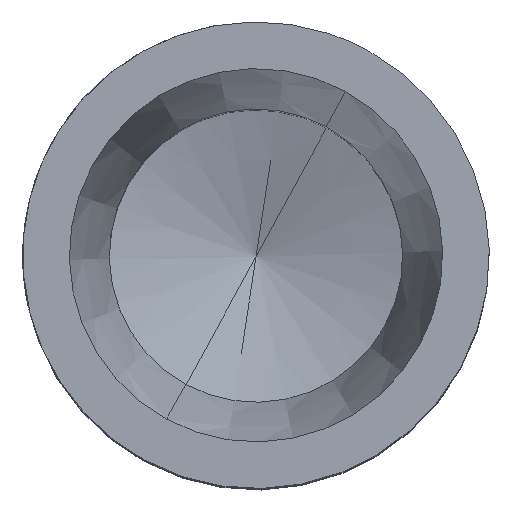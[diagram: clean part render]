
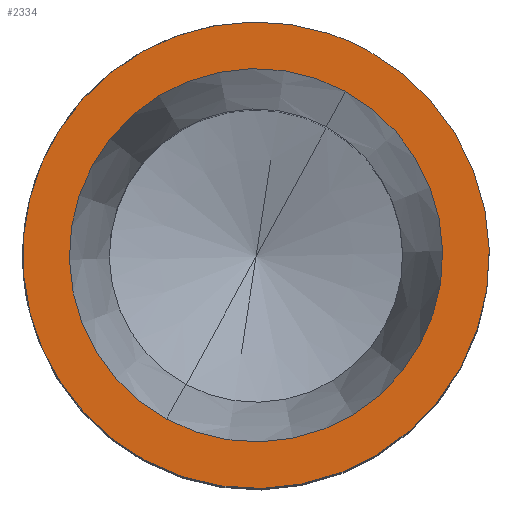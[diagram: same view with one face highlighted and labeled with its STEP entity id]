
A CAD part, top view. The second image highlights one B-rep face of the part: STEP entity #2334.
In plain terms, the highlighted planar face has unit normal (0, 0, 1).
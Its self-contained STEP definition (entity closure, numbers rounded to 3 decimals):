
#2232=AXIS2_PLACEMENT_3D('Circle Axis2P3D',#2230,#2231,$) ;
#2294=AXIS2_PLACEMENT_3D('Circle Axis2P3D',#2292,#2293,$) ;
#2311=AXIS2_PLACEMENT_3D('Circle Axis2P3D',#2309,#2310,$) ;
#2324=AXIS2_PLACEMENT_3D('Plane Axis2P3D',#2321,#2322,#2323) ;
#2227=CARTESIAN_POINT('Vertex',(2.421,2.979,21.6)) ;
#2230=CARTESIAN_POINT('Axis2P3D Location',(1.75,1.75,21.6)) ;
#2234=CARTESIAN_POINT('Vertex',(1.079,0.521,21.6)) ;
#2264=CARTESIAN_POINT('Vertex',(2.589,3.286,21.6)) ;
#2271=CARTESIAN_POINT('Vertex',(0.911,0.214,21.6)) ;
#2275=CARTESIAN_POINT('Control Point',(0.911,0.214,21.6)) ;
#2276=CARTESIAN_POINT('Control Point',(0.429,0.478,21.6)) ;
#2277=CARTESIAN_POINT('Control Point',(0.05,0.931,21.6)) ;
#2278=CARTESIAN_POINT('Control Point',(-0.123,1.521,21.6)) ;
#2279=CARTESIAN_POINT('Control Point',(0.025,2.693,21.6)) ;
#2280=CARTESIAN_POINT('Control Point',(0.931,3.45,21.6)) ;
#2281=CARTESIAN_POINT('Control Point',(1.521,3.623,21.6)) ;
#2282=CARTESIAN_POINT('Control Point',(2.107,3.549,21.6)) ;
#2283=CARTESIAN_POINT('Control Point',(2.589,3.286,21.6)) ;
#2292=CARTESIAN_POINT('Axis2P3D Location',(1.75,1.75,21.6)) ;
#2309=CARTESIAN_POINT('Axis2P3D Location',(1.75,1.75,21.6)) ;
#2321=CARTESIAN_POINT('Axis2P3D Location',(1.75,3.15,21.6)) ;
#2231=DIRECTION('Axis2P3D Direction',(0.,-0.,1.)) ;
#2293=DIRECTION('Axis2P3D Direction',(0.,0.,-1.)) ;
#2310=DIRECTION('Axis2P3D Direction',(0.,0.,1.)) ;
#2322=DIRECTION('Axis2P3D Direction',(0.,0.,-1.)) ;
#2323=DIRECTION('Axis2P3D XDirection',(1.,0.,0.)) ;
#2327=ORIENTED_EDGE('',*,*,#2296,.F.) ;
#2328=ORIENTED_EDGE('',*,*,#2284,.F.) ;
#2331=ORIENTED_EDGE('',*,*,#2236,.T.) ;
#2332=ORIENTED_EDGE('',*,*,#2313,.T.) ;
#2333=FACE_BOUND('',#2330,.T.) ;
#2334=ADVANCED_FACE('Hauptkoerper',(#2329,#2333),#2325,.F.) ;
#2274=B_SPLINE_CURVE_WITH_KNOTS('',5,(#2275,#2276,#2277,#2278,#2279,#2280,#2281,#2282,#2283),.UNSPECIFIED.,.F.,.U.,(6,3,6),(-2.749,0.,2.749),.UNSPECIFIED.) ;
#2233=CIRCLE('generated circle',#2232,1.4) ;
#2295=CIRCLE('generated circle',#2294,1.75) ;
#2312=CIRCLE('generated circle',#2311,1.4) ;
#2236=EDGE_CURVE('',#2235,#2228,#2233,.F.) ;
#2284=EDGE_CURVE('',#2272,#2265,#2274,.T.) ;
#2296=EDGE_CURVE('',#2265,#2272,#2295,.T.) ;
#2313=EDGE_CURVE('',#2228,#2235,#2312,.F.) ;
#2326=EDGE_LOOP('',(#2327,#2328)) ;
#2330=EDGE_LOOP('',(#2331,#2332)) ;
#2329=FACE_OUTER_BOUND('',#2326,.T.) ;
#2325=PLANE('',#2324) ;
#2228=VERTEX_POINT('',#2227) ;
#2235=VERTEX_POINT('',#2234) ;
#2265=VERTEX_POINT('',#2264) ;
#2272=VERTEX_POINT('',#2271) ;
